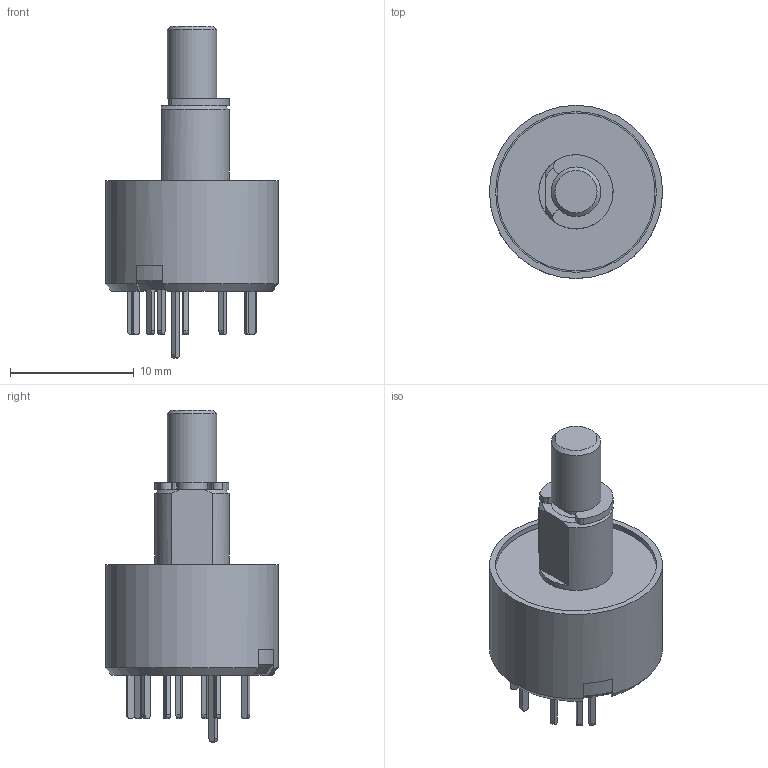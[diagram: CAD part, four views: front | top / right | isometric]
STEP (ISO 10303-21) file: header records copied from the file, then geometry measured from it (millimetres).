
FILE_DESCRIPTION (( 'STEP AP203' ), '1' );
FILE_NAME ('8ﾏ1ﾍ 12.STEP', '2020-01-16T00:49:21', ( '' ), ( '' ), 'SwSTEP 2.0', 'SolidWorks 2017', '' );
FILE_SCHEMA (( 'CONFIG_CONTROL_DESIGN' ));
Length unit declared in the file: millimetre
Products named in the file (19): ÌÏÍ3 10Ï âûâîä-oa7; ÌÏÍ3 Êîíòàêò íà 180; 匀棠.754175.002 暑朦鲱 箫腩蝽栩咫铄; ÌÏÍ3 10Ï îñíîâàíèå; �����_8�1�; 8ﾏ1ﾍ 12; ÌÏÍ3 Ïðóæèíêà Ô ïðÿìàÿ; ﾔﾈﾌﾄ-ﾝ.18.34 ﾂ琿_12; ÌÏÍ3 ðîòîð 4Í; 扻豵鵨; ÔÈÌÄ-Ý.18.27 Óçåë ôèêñàöèè; 扻錪犩 諘瀁謺鍷
Assembly tree (17 placements, depth 3):
  8ﾏ1ﾍ 12
    ÔÈÌÄ-Ý.18.27 Óçåë ôèêñàöèè
      扻豵鵨
      扻錪犩 諘瀁謺鍷
      匀棠.754175.002 暑朦鲱 箫腩蝽栩咫铄  x2
    �����_8�1�
      ÌÏÍ3 Êîíòàêò íà 180
      ÌÏÍ3 10Ï âûâîä-oa7
      ÌÏÍ3 10Ï îñíîâàíèå
      ÌÏÍ3 10Ï âûâîä-oa7
      ÌÏÍ3 10Ï âûâîä-oa7
      ÌÏÍ3 10Ï âûâîä-oa7
      ÌÏÍ3 10Ï âûâîä-oa7
      ÌÏÍ3 10Ï âûâîä-oa7
      ÌÏÍ3 10Ï âûâîä-oa7
      ÌÏÍ3 10Ï âûâîä-oa7
    ﾔﾈﾌﾄ-ﾝ.18.34 ﾂ琿_12
  ÌÏÍ3 Ïðóæèíêà Ô ïðÿìàÿ
  ÌÏÍ3 ðîòîð 4Í
Bounding box: 14 x 14 x 26.85 mm (x, y, z)
Volume: 723.5 mm3; surface area: 2106.4 mm2
Topology: 15 solids, 15 shells, 211 faces, 481 edges, 320 vertices
Faces by surface type: plane 156, cylinder 33, cone 11, bspline 11
Full cylindrical faces by diameter (mm): 2.45 x2, 2.5 x1, 4 x5, 6 x1, 12.769 x2, 13 x1, 13.4 x2, 14 x1
Entity records: 7884 total; most frequent: CARTESIAN_POINT 1288, DIRECTION 942, ORIENTED_EDGE 900, EDGE_CURVE 450, LINE 334, VECTOR 334, VERTEX_POINT 309, AXIS2_PLACEMENT_3D 304
